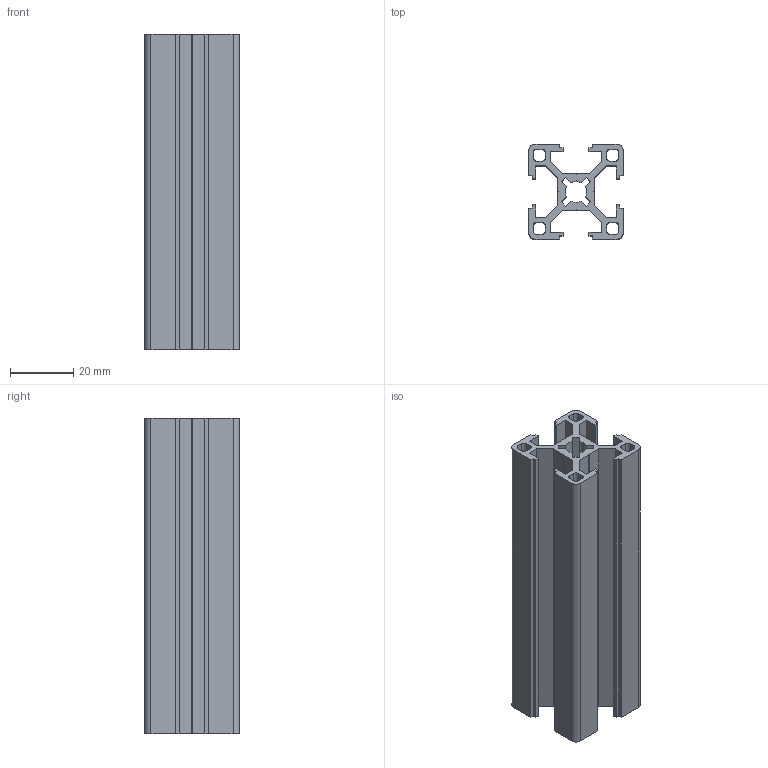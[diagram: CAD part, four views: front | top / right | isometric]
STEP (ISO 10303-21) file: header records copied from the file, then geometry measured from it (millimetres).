
FILE_DESCRIPTION(/* description */ (''),/* implementation_level */ '2;1');
FILE_NAME(/* name */ 'HW302NRC-T-SLOT 3030 - Natural Anodized.step',/* time_stamp */ '2022-10-11T10:07:02+01:00',/* author */ (''),/* organization */ (''),/* preprocessor_version */ 'ST-DEVELOPER v19',/* originating_system */ 'Autodesk Translation Framework v11.7.0.108',/* authorisation */ '');
FILE_SCHEMA (('AUTOMOTIVE_DESIGN { 1 0 10303 214 3 1 1 }'));
Length unit declared in the file: millimetre
Products named in the file (1): HW302NRC
Bounding box: 30 x 30 x 100 mm (x, y, z)
Volume: 30563.2 mm3; surface area: 33800.8 mm2
Topology: 1 solids, 1 shells, 126 faces, 372 edges, 248 vertices
Faces by surface type: plane 102, cylinder 24
Entity records: 4217 total; most frequent: CARTESIAN_POINT 747, ORIENTED_EDGE 744, DIRECTION 674, EDGE_CURVE 372, LINE 324, VECTOR 324, VERTEX_POINT 248, AXIS2_PLACEMENT_3D 175
